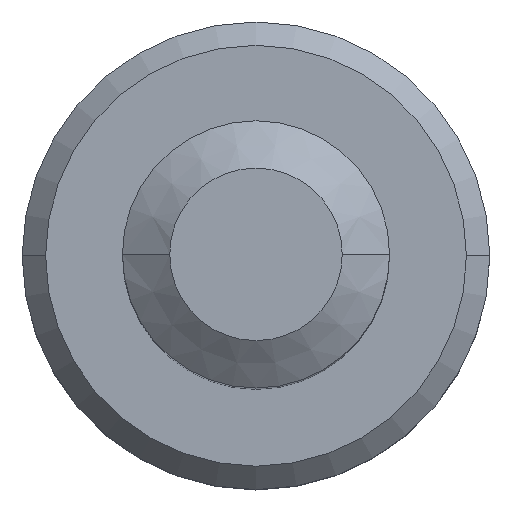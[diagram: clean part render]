
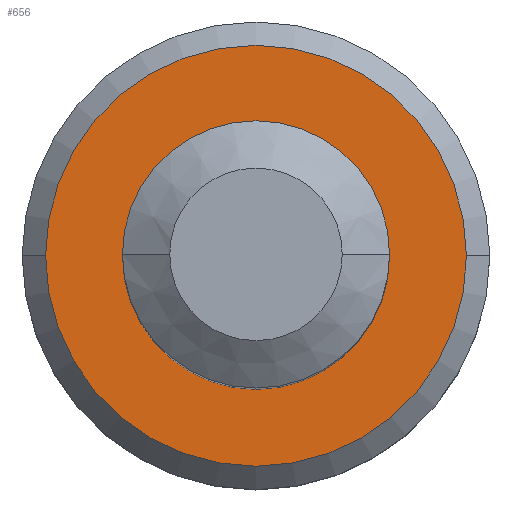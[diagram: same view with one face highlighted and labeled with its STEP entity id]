
A CAD part, top view. The second image highlights one B-rep face of the part: STEP entity #656.
In plain terms, the highlighted planar face has unit normal (0, 0, 1).
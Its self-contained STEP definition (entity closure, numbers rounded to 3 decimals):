
#23 = CARTESIAN_POINT ( 'NONE',  ( 0., 0., -12. ) ) ;
#27 = DIRECTION ( 'NONE',  ( 0., 0., 1. ) ) ;
#41 = PLANE ( 'NONE',  #182 ) ;
#45 = CARTESIAN_POINT ( 'NONE',  ( -2., 0., -12. ) ) ;
#52 = CIRCLE ( 'NONE', #318, 2. ) ;
#57 = CARTESIAN_POINT ( 'NONE',  ( 0., 0., -12. ) ) ;
#58 = ORIENTED_EDGE ( 'NONE', *, *, #438, .T. ) ;
#81 = EDGE_LOOP ( 'NONE', ( #703, #58 ) ) ;
#85 = DIRECTION ( 'NONE',  ( -1., 0., 0. ) ) ;
#95 = VERTEX_POINT ( 'NONE', #540 ) ;
#115 = CIRCLE ( 'NONE', #279, 3.15 ) ;
#116 = DIRECTION ( 'NONE',  ( -1., 0., 0. ) ) ;
#128 = CARTESIAN_POINT ( 'NONE',  ( 0., 0., -12. ) ) ;
#129 = DIRECTION ( 'NONE',  ( 0., 0., 1. ) ) ;
#132 = DIRECTION ( 'NONE',  ( -1., 0., 0. ) ) ;
#151 = CARTESIAN_POINT ( 'NONE',  ( 0., 0., -12. ) ) ;
#181 = VERTEX_POINT ( 'NONE', #554 ) ;
#182 = AXIS2_PLACEMENT_3D ( 'NONE', #741, #201, #597 ) ;
#183 = DIRECTION ( 'NONE',  ( 0., 0., 1. ) ) ;
#184 = DIRECTION ( 'NONE',  ( -1., 0., 0. ) ) ;
#201 = DIRECTION ( 'NONE',  ( 0., 0., -1. ) ) ;
#235 = EDGE_LOOP ( 'NONE', ( #687, #672 ) ) ;
#279 = AXIS2_PLACEMENT_3D ( 'NONE', #57, #183, #184 ) ;
#285 = CIRCLE ( 'NONE', #294, 2. ) ;
#289 = AXIS2_PLACEMENT_3D ( 'NONE', #128, #129, #132 ) ;
#294 = AXIS2_PLACEMENT_3D ( 'NONE', #151, #676, #85 ) ;
#318 = AXIS2_PLACEMENT_3D ( 'NONE', #23, #27, #116 ) ;
#376 = EDGE_CURVE ( 'NONE', #614, #95, #52, .T. ) ;
#405 = EDGE_CURVE ( 'NONE', #95, #614, #285, .T. ) ;
#415 = EDGE_CURVE ( 'NONE', #696, #181, #596, .T. ) ;
#438 = EDGE_CURVE ( 'NONE', #181, #696, #115, .T. ) ;
#521 = FACE_OUTER_BOUND ( 'NONE', #81, .T. ) ;
#540 = CARTESIAN_POINT ( 'NONE',  ( 2., 0., -12. ) ) ;
#554 = CARTESIAN_POINT ( 'NONE',  ( 3.15, 0., -12. ) ) ;
#596 = CIRCLE ( 'NONE', #289, 3.15 ) ;
#597 = DIRECTION ( 'NONE',  ( -1., 0., 0. ) ) ;
#614 = VERTEX_POINT ( 'NONE', #45 ) ;
#656 = ADVANCED_FACE ( 'NONE', ( #521, #715 ), #41, .F. ) ;
#672 = ORIENTED_EDGE ( 'NONE', *, *, #376, .F. ) ;
#676 = DIRECTION ( 'NONE',  ( 0., 0., 1. ) ) ;
#687 = ORIENTED_EDGE ( 'NONE', *, *, #405, .F. ) ;
#696 = VERTEX_POINT ( 'NONE', #729 ) ;
#703 = ORIENTED_EDGE ( 'NONE', *, *, #415, .T. ) ;
#715 = FACE_BOUND ( 'NONE', #235, .T. ) ;
#729 = CARTESIAN_POINT ( 'NONE',  ( -3.15, 0., -12. ) ) ;
#741 = CARTESIAN_POINT ( 'NONE',  ( 0., 0., -12. ) ) ;
